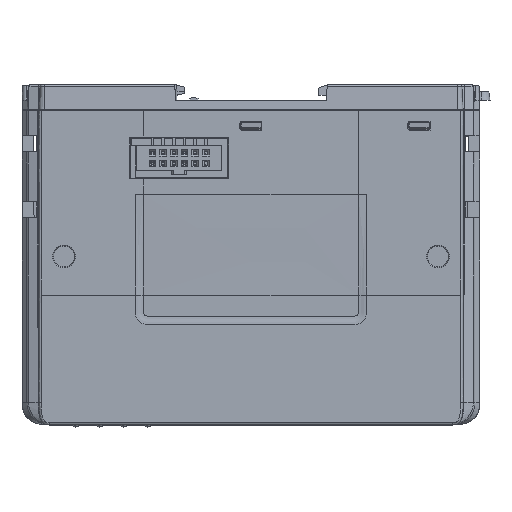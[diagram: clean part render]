
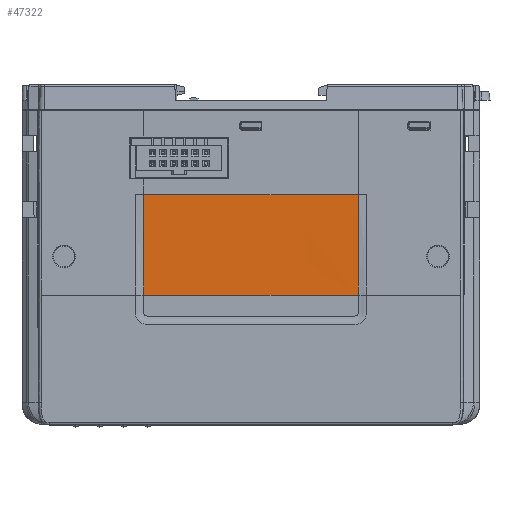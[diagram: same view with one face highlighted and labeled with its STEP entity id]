
A CAD part, top view. The second image highlights one B-rep face of the part: STEP entity #47322.
In plain terms, the highlighted free-form (B-spline) face has degree [3, 3] with [7, 4] control points.
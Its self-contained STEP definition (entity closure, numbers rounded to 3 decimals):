
#13020 = CARTESIAN_POINT ( 'NONE',  ( 25.537, -20., 13.5 ) ) ;
#13028 = CARTESIAN_POINT ( 'NONE',  ( 25.537, -43.918, 13.2 ) ) ;
#13032 = CARTESIAN_POINT ( 'NONE',  ( -25.537, -20., 13.5 ) ) ;
#13037 = CARTESIAN_POINT ( 'NONE',  ( -25.537, -43.918, 13.2 ) ) ;
#43180 = B_SPLINE_SURFACE_WITH_KNOTS ( 'NONE', 3, 3, ( 
 ( #55458, #55078, #55467, #55468 ),
 ( #55471, #55474, #55476, #55478 ),
 ( #55481, #55484, #55486, #55488 ),
 ( #55491, #55493, #55495, #55496 ),
 ( #55498, #55501, #55504, #55506 ),
 ( #55508, #55511, #55514, #55515 ),
 ( #55518, #55521, #55523, #55525 ) ),
 .UNSPECIFIED., .F., .F., .F.,
 ( 4, 1, 1, 1, 4 ),
 ( 4, 4 ),
 ( 0., 0.25, 0.5, 0.75, 1. ),
 ( 0., 1. ),
 .UNSPECIFIED. ) ;
#47322 = ADVANCED_FACE ( 'NONE', ( #55104 ), #43180, .T. ) ;
#55078 = CARTESIAN_POINT ( 'NONE',  ( -25.537, -35.945, 13.2 ) ) ;
#55104 = FACE_OUTER_BOUND ( 'NONE', #61875, .T. ) ;
#55458 = CARTESIAN_POINT ( 'NONE',  ( -25.537, -43.918, 13.2 ) ) ;
#55467 = CARTESIAN_POINT ( 'NONE',  ( -25.537, -27.973, 13.5 ) ) ;
#55468 = CARTESIAN_POINT ( 'NONE',  ( -25.537, -20., 13.5 ) ) ;
#55471 = CARTESIAN_POINT ( 'NONE',  ( -21.28, -43.918, 13.2 ) ) ;
#55474 = CARTESIAN_POINT ( 'NONE',  ( -21.28, -35.945, 13.2 ) ) ;
#55476 = CARTESIAN_POINT ( 'NONE',  ( -21.28, -27.973, 13.5 ) ) ;
#55478 = CARTESIAN_POINT ( 'NONE',  ( -21.28, -20., 13.5 ) ) ;
#55481 = CARTESIAN_POINT ( 'NONE',  ( -12.768, -43.918, 13.2 ) ) ;
#55484 = CARTESIAN_POINT ( 'NONE',  ( -12.768, -35.945, 13.2 ) ) ;
#55486 = CARTESIAN_POINT ( 'NONE',  ( -12.768, -27.973, 13.5 ) ) ;
#55488 = CARTESIAN_POINT ( 'NONE',  ( -12.768, -20., 13.5 ) ) ;
#55491 = CARTESIAN_POINT ( 'NONE',  ( 0., -43.918, 13.2 ) ) ;
#55493 = CARTESIAN_POINT ( 'NONE',  ( 0., -35.945, 13.2 ) ) ;
#55495 = CARTESIAN_POINT ( 'NONE',  ( 0., -27.973, 13.5 ) ) ;
#55496 = CARTESIAN_POINT ( 'NONE',  ( 0., -20., 13.5 ) ) ;
#55498 = CARTESIAN_POINT ( 'NONE',  ( 12.768, -43.918, 13.2 ) ) ;
#55501 = CARTESIAN_POINT ( 'NONE',  ( 12.768, -35.945, 13.2 ) ) ;
#55504 = CARTESIAN_POINT ( 'NONE',  ( 12.768, -27.973, 13.5 ) ) ;
#55506 = CARTESIAN_POINT ( 'NONE',  ( 12.768, -20., 13.5 ) ) ;
#55508 = CARTESIAN_POINT ( 'NONE',  ( 21.28, -43.918, 13.2 ) ) ;
#55511 = CARTESIAN_POINT ( 'NONE',  ( 21.28, -35.945, 13.2 ) ) ;
#55514 = CARTESIAN_POINT ( 'NONE',  ( 21.28, -27.973, 13.5 ) ) ;
#55515 = CARTESIAN_POINT ( 'NONE',  ( 21.28, -20., 13.5 ) ) ;
#55518 = CARTESIAN_POINT ( 'NONE',  ( 25.537, -43.918, 13.2 ) ) ;
#55521 = CARTESIAN_POINT ( 'NONE',  ( 25.537, -35.945, 13.2 ) ) ;
#55523 = CARTESIAN_POINT ( 'NONE',  ( 25.537, -27.973, 13.5 ) ) ;
#55525 = CARTESIAN_POINT ( 'NONE',  ( 25.537, -20., 13.5 ) ) ;
#61875 = EDGE_LOOP ( 'NONE', ( #70813, #70816, #70819, #70822 ) ) ;
#67267 = EDGE_CURVE ( 'NONE', #73443, #73447, #84278, .T. ) ;
#67282 = EDGE_CURVE ( 'NONE', #73471, #73443, #97798, .T. ) ;
#67283 = EDGE_CURVE ( 'NONE', #73479, #73447, #97861, .T. ) ;
#67284 = EDGE_CURVE ( 'NONE', #73471, #73479, #84291, .T. ) ;
#70813 = ORIENTED_EDGE ( 'NONE', *, *, #67282, .T. ) ;
#70816 = ORIENTED_EDGE ( 'NONE', *, *, #67267, .T. ) ;
#70819 = ORIENTED_EDGE ( 'NONE', *, *, #67283, .F. ) ;
#70822 = ORIENTED_EDGE ( 'NONE', *, *, #67284, .F. ) ;
#73443 = VERTEX_POINT ( 'NONE', #13028 ) ;
#73447 = VERTEX_POINT ( 'NONE', #13020 ) ;
#73471 = VERTEX_POINT ( 'NONE', #13037 ) ;
#73479 = VERTEX_POINT ( 'NONE', #13032 ) ;
#84278 = B_SPLINE_CURVE_WITH_KNOTS ( 'NONE', 3,
 ( #97638, #97628, #97630, #97640 ),
 .UNSPECIFIED., .F., .F.,
 ( 4, 4 ),
 ( 0., 1. ),
 .UNSPECIFIED. ) ;
#84291 = B_SPLINE_CURVE_WITH_KNOTS ( 'NONE', 3,
 ( #97863, #97789, #97874, #97876, #97878 ),
 .UNSPECIFIED., .F., .F.,
 ( 4, 1, 4 ),
 ( 0., 0.5, 1. ),
 .UNSPECIFIED. ) ;
#90018 = VECTOR ( 'NONE', #97867, 1000. ) ;
#90020 = VECTOR ( 'NONE', #97859, 1000. ) ;
#97628 = CARTESIAN_POINT ( 'NONE',  ( 25.537, -35.945, 13.2 ) ) ;
#97630 = CARTESIAN_POINT ( 'NONE',  ( 25.537, -27.973, 13.5 ) ) ;
#97638 = CARTESIAN_POINT ( 'NONE',  ( 25.537, -43.918, 13.2 ) ) ;
#97640 = CARTESIAN_POINT ( 'NONE',  ( 25.537, -20., 13.5 ) ) ;
#97789 = CARTESIAN_POINT ( 'NONE',  ( -25.537, -39.932, 13.2 ) ) ;
#97798 = LINE ( 'NONE', #97855, #90020 ) ;
#97855 = CARTESIAN_POINT ( 'NONE',  ( 0., -43.918, 13.2 ) ) ;
#97859 = DIRECTION ( 'NONE',  ( 1., 0., 0. ) ) ;
#97861 = LINE ( 'NONE', #97865, #90018 ) ;
#97863 = CARTESIAN_POINT ( 'NONE',  ( -25.537, -43.918, 13.2 ) ) ;
#97865 = CARTESIAN_POINT ( 'NONE',  ( -48., -20., 13.5 ) ) ;
#97867 = DIRECTION ( 'NONE',  ( 1., 0., 0. ) ) ;
#97874 = CARTESIAN_POINT ( 'NONE',  ( -25.537, -31.959, 13.35 ) ) ;
#97876 = CARTESIAN_POINT ( 'NONE',  ( -25.537, -23.987, 13.5 ) ) ;
#97878 = CARTESIAN_POINT ( 'NONE',  ( -25.537, -20., 13.5 ) ) ;
